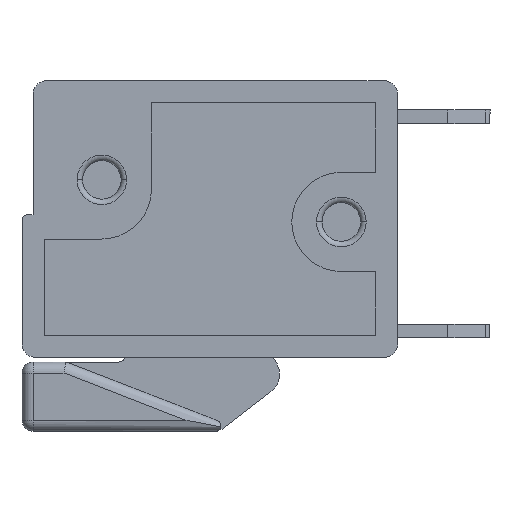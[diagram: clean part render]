
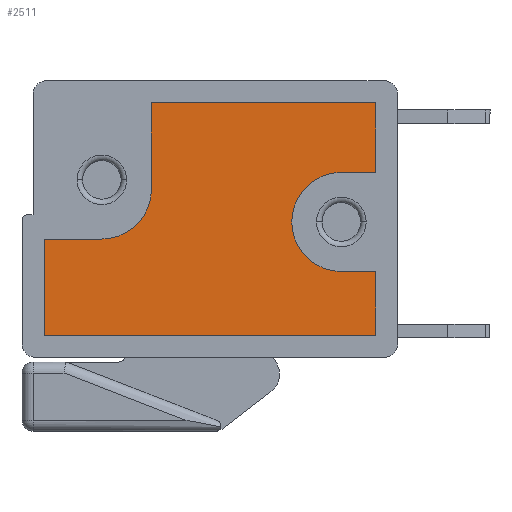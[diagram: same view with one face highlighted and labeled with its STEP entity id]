
A CAD part, left-side view. The second image highlights one B-rep face of the part: STEP entity #2511.
In plain terms, the highlighted face is planar.
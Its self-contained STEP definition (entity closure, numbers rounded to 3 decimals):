
#27 = AXIS2_PLACEMENT_3D ( 'NONE', #1151, #1299, #1335 ) ;
#60 = VECTOR ( 'NONE', #5274, 1000. ) ;
#133 = LINE ( 'NONE', #7590, #8171 ) ;
#213 = CARTESIAN_POINT ( 'NONE',  ( -6.025, 4.225, -5.02 ) ) ;
#269 = CARTESIAN_POINT ( 'NONE',  ( -2.125, -1.075, -5.02 ) ) ;
#300 = CARTESIAN_POINT ( 'NONE',  ( 2.975, 0.105, -5.02 ) ) ;
#310 = CARTESIAN_POINT ( 'NONE',  ( -3.925, 0.725, -5.02 ) ) ;
#404 = DIRECTION ( 'NONE',  ( 0., -1., 0. ) ) ;
#425 = CARTESIAN_POINT ( 'NONE',  ( 6.025, -1.695, -5.02 ) ) ;
#867 = CARTESIAN_POINT ( 'NONE',  ( 6.025, 4.225, -5.02 ) ) ;
#930 = AXIS2_PLACEMENT_3D ( 'NONE', #5541, #5531, #5526 ) ;
#974 = CARTESIAN_POINT ( 'NONE',  ( 6.025, 1.905, -5.02 ) ) ;
#1027 = DIRECTION ( 'NONE',  ( 0., -1., 0. ) ) ;
#1151 = CARTESIAN_POINT ( 'NONE',  ( -3.925, -1.075, -5.02 ) ) ;
#1288 = PLANE ( 'NONE',  #27 ) ;
#1299 = DIRECTION ( 'NONE',  ( 0., 0., -1. ) ) ;
#1335 = DIRECTION ( 'NONE',  ( -1., 0., 0. ) ) ;
#1339 = VERTEX_POINT ( 'NONE', #269 ) ;
#1344 = VERTEX_POINT ( 'NONE', #310 ) ;
#1446 = VERTEX_POINT ( 'NONE', #7266 ) ;
#1733 = VERTEX_POINT ( 'NONE', #8015 ) ;
#1805 = VERTEX_POINT ( 'NONE', #6742 ) ;
#1845 = VERTEX_POINT ( 'NONE', #6373 ) ;
#1954 = VERTEX_POINT ( 'NONE', #5478 ) ;
#2021 = VERTEX_POINT ( 'NONE', #4506 ) ;
#2189 = FACE_OUTER_BOUND ( 'NONE', #5771, .T. ) ;
#2349 = ORIENTED_EDGE ( 'NONE', *, *, #5354, .T. ) ;
#2354 = VERTEX_POINT ( 'NONE', #974 ) ;
#2412 = ORIENTED_EDGE ( 'NONE', *, *, #3497, .T. ) ;
#2455 = VERTEX_POINT ( 'NONE', #213 ) ;
#2457 = VERTEX_POINT ( 'NONE', #300 ) ;
#2511 = ADVANCED_FACE ( 'NONE', ( #2189 ), #1288, .T. ) ;
#2529 = VECTOR ( 'NONE', #1027, 1000. ) ;
#2615 = DIRECTION ( 'NONE',  ( -1., 0., 0. ) ) ;
#2669 = VERTEX_POINT ( 'NONE', #3595 ) ;
#2713 = CARTESIAN_POINT ( 'NONE',  ( -3.925, 0.725, -5.02 ) ) ;
#2720 = AXIS2_PLACEMENT_3D ( 'NONE', #4534, #4525, #4517 ) ;
#2775 = ORIENTED_EDGE ( 'NONE', *, *, #7748, .T. ) ;
#2784 = LINE ( 'NONE', #4709, #4507 ) ;
#3089 = VECTOR ( 'NONE', #2615, 1000. ) ;
#3497 = EDGE_CURVE ( 'NONE', #1339, #1344, #3602, .T. ) ;
#3595 = CARTESIAN_POINT ( 'NONE',  ( -6.025, 0.725, -5.02 ) ) ;
#3602 = CIRCLE ( 'NONE', #930, 1.8 ) ;
#3871 = EDGE_CURVE ( 'NONE', #2457, #2021, #6706, .T. ) ;
#3884 = EDGE_CURVE ( 'NONE', #1733, #1339, #6901, .T. ) ;
#3987 = ORIENTED_EDGE ( 'NONE', *, *, #3884, .T. ) ;
#4008 = VECTOR ( 'NONE', #404, 1000. ) ;
#4306 = VECTOR ( 'NONE', #5262, 1000. ) ;
#4506 = CARTESIAN_POINT ( 'NONE',  ( 4.775, -1.695, -5.02 ) ) ;
#4507 = VECTOR ( 'NONE', #4642, 1000. ) ;
#4517 = DIRECTION ( 'NONE',  ( -1., 0., 0. ) ) ;
#4525 = DIRECTION ( 'NONE',  ( 0., 0., 1. ) ) ;
#4534 = CARTESIAN_POINT ( 'NONE',  ( 4.775, 0.105, -5.02 ) ) ;
#4642 = DIRECTION ( 'NONE',  ( -1., 0., 0. ) ) ;
#4672 = EDGE_CURVE ( 'NONE', #1845, #1733, #2784, .T. ) ;
#4709 = CARTESIAN_POINT ( 'NONE',  ( 6.025, -4.225, -5.02 ) ) ;
#4857 = ORIENTED_EDGE ( 'NONE', *, *, #6721, .T. ) ;
#4892 = EDGE_CURVE ( 'NONE', #1954, #1845, #7288, .T. ) ;
#5068 = ORIENTED_EDGE ( 'NONE', *, *, #4892, .T. ) ;
#5081 = VECTOR ( 'NONE', #5351, 1000. ) ;
#5253 = LINE ( 'NONE', #5818, #6098 ) ;
#5262 = DIRECTION ( 'NONE',  ( 0., 1., 0. ) ) ;
#5274 = DIRECTION ( 'NONE',  ( 0., 1., 0. ) ) ;
#5321 = EDGE_CURVE ( 'NONE', #2021, #1954, #7086, .T. ) ;
#5328 = CARTESIAN_POINT ( 'NONE',  ( -2.125, -4.225, -5.02 ) ) ;
#5337 = CARTESIAN_POINT ( 'NONE',  ( 4.775, -1.695, -5.02 ) ) ;
#5345 = ORIENTED_EDGE ( 'NONE', *, *, #4672, .T. ) ;
#5351 = DIRECTION ( 'NONE',  ( 1., 0., 0. ) ) ;
#5354 = EDGE_CURVE ( 'NONE', #1446, #2457, #7742, .T. ) ;
#5432 = DIRECTION ( 'NONE',  ( -1., 0., 0. ) ) ;
#5452 = DIRECTION ( 'NONE',  ( 0., 0., 1. ) ) ;
#5474 = CARTESIAN_POINT ( 'NONE',  ( 4.775, 0.105, -5.02 ) ) ;
#5478 = CARTESIAN_POINT ( 'NONE',  ( 6.025, -1.695, -5.02 ) ) ;
#5526 = DIRECTION ( 'NONE',  ( -1., 0., 0. ) ) ;
#5531 = DIRECTION ( 'NONE',  ( 0., 0., 1. ) ) ;
#5541 = CARTESIAN_POINT ( 'NONE',  ( -3.925, -1.075, -5.02 ) ) ;
#5631 = DIRECTION ( 'NONE',  ( 1., 0., 0. ) ) ;
#5690 = CARTESIAN_POINT ( 'NONE',  ( -6.025, 0.725, -5.02 ) ) ;
#5771 = EDGE_LOOP ( 'NONE', ( #2412, #2775, #7866, #4857, #6058, #6864, #2349, #7647, #6487, #5068, #5345, #3987 ) ) ;
#5818 = CARTESIAN_POINT ( 'NONE',  ( -6.025, 4.225, -5.02 ) ) ;
#5873 = EDGE_CURVE ( 'NONE', #2354, #1446, #133, .T. ) ;
#5920 = LINE ( 'NONE', #867, #2529 ) ;
#5948 = LINE ( 'NONE', #5690, #4306 ) ;
#6058 = ORIENTED_EDGE ( 'NONE', *, *, #6319, .T. ) ;
#6098 = VECTOR ( 'NONE', #5631, 1000. ) ;
#6319 = EDGE_CURVE ( 'NONE', #1805, #2354, #5920, .T. ) ;
#6373 = CARTESIAN_POINT ( 'NONE',  ( 6.025, -4.225, -5.02 ) ) ;
#6405 = LINE ( 'NONE', #2713, #3089 ) ;
#6487 = ORIENTED_EDGE ( 'NONE', *, *, #5321, .T. ) ;
#6706 = CIRCLE ( 'NONE', #6749, 1.8 ) ;
#6721 = EDGE_CURVE ( 'NONE', #2455, #1805, #5253, .T. ) ;
#6742 = CARTESIAN_POINT ( 'NONE',  ( 6.025, 4.225, -5.02 ) ) ;
#6749 = AXIS2_PLACEMENT_3D ( 'NONE', #5474, #5452, #5432 ) ;
#6864 = ORIENTED_EDGE ( 'NONE', *, *, #5873, .T. ) ;
#6901 = LINE ( 'NONE', #5328, #60 ) ;
#7086 = LINE ( 'NONE', #5337, #5081 ) ;
#7266 = CARTESIAN_POINT ( 'NONE',  ( 4.775, 1.905, -5.02 ) ) ;
#7288 = LINE ( 'NONE', #425, #4008 ) ;
#7500 = EDGE_CURVE ( 'NONE', #2669, #2455, #5948, .T. ) ;
#7512 = DIRECTION ( 'NONE',  ( -1., 0., 0. ) ) ;
#7590 = CARTESIAN_POINT ( 'NONE',  ( 6.025, 1.905, -5.02 ) ) ;
#7647 = ORIENTED_EDGE ( 'NONE', *, *, #3871, .T. ) ;
#7742 = CIRCLE ( 'NONE', #2720, 1.8 ) ;
#7748 = EDGE_CURVE ( 'NONE', #1344, #2669, #6405, .T. ) ;
#7866 = ORIENTED_EDGE ( 'NONE', *, *, #7500, .T. ) ;
#8015 = CARTESIAN_POINT ( 'NONE',  ( -2.125, -4.225, -5.02 ) ) ;
#8171 = VECTOR ( 'NONE', #7512, 1000. ) ;
